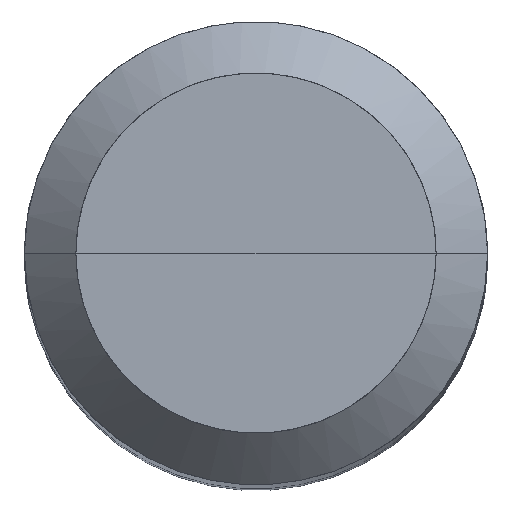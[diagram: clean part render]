
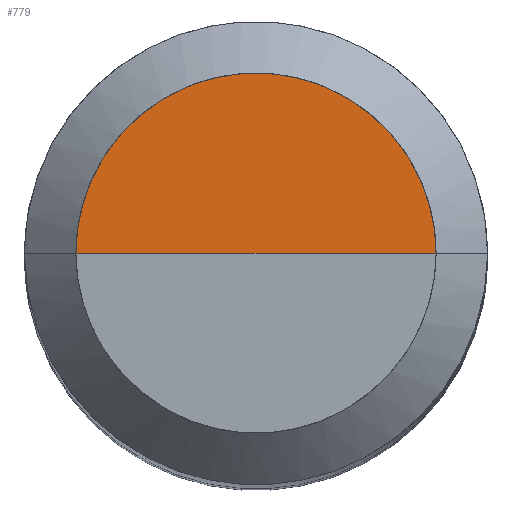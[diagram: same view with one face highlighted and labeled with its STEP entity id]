
A CAD part, top view. The second image highlights one B-rep face of the part: STEP entity #779.
In plain terms, the highlighted free-form (B-spline) face has degree [1, 2] with [2, 5] control points.
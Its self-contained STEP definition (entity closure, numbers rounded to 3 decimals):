
#583=CARTESIAN_POINT('',(3.5,0.0,44.0));
#584=CARTESIAN_POINT('',(3.5,3.5,44.0));
#585=CARTESIAN_POINT('',(0.0,3.5,44.0));
#586=CARTESIAN_POINT('',(-3.5,3.5,44.0));
#587=CARTESIAN_POINT('',(-3.5,0.0,44.0));
#588=CARTESIAN_POINT('',(0.0,0.0,44.0));
#764=(
BOUNDED_SURFACE()
B_SPLINE_SURFACE(1,2,(
(#583,#584,#585,#586,#587),
(#588,#588,#588,#588,#588)
), .UNSPECIFIED.,.F.,.F.,.F.)
B_SPLINE_SURFACE_WITH_KNOTS((2,2),(3,2,3),(
0.0,1.0),(
0.0,0.5,1.0), .UNSPECIFIED.)
GEOMETRIC_REPRESENTATION_ITEM()
RATIONAL_B_SPLINE_SURFACE(((1.0,0.707,1.0,0.707,1.0),
(1.0,0.707,1.0,0.707,1.0)
))
REPRESENTATION_ITEM('')
SURFACE()
);
#765=(
BOUNDED_CURVE()
B_SPLINE_CURVE(2,(#587,#586,#585,#584,#583),.UNSPECIFIED.,.F.,.F.)
B_SPLINE_CURVE_WITH_KNOTS((3,2,3),
(0.0,0.5,1.0),.UNSPECIFIED.)
CURVE()
GEOMETRIC_REPRESENTATION_ITEM()
RATIONAL_B_SPLINE_CURVE((1.0,0.707,1.0,0.707,1.0))
REPRESENTATION_ITEM('')
);
#766=(
BOUNDED_CURVE()
B_SPLINE_CURVE(1,(#583,#588),.UNSPECIFIED.,.F.,.F.)
B_SPLINE_CURVE_WITH_KNOTS((2,2),
(0.0,1.0),.UNSPECIFIED.)
CURVE()
GEOMETRIC_REPRESENTATION_ITEM()
RATIONAL_B_SPLINE_CURVE((1.0,1.0))
REPRESENTATION_ITEM('')
);
#767=(
BOUNDED_CURVE()
B_SPLINE_CURVE(1,(#588,#587),.UNSPECIFIED.,.F.,.F.)
B_SPLINE_CURVE_WITH_KNOTS((2,2),
(0.0,1.0),.UNSPECIFIED.)
CURVE()
GEOMETRIC_REPRESENTATION_ITEM()
RATIONAL_B_SPLINE_CURVE((1.0,1.0))
REPRESENTATION_ITEM('')
);
#768=VERTEX_POINT('',#583);
#769=VERTEX_POINT('',#587);
#770=VERTEX_POINT('',#588);
#771=EDGE_CURVE('',#769,#768,#765,.T.);
#772=EDGE_CURVE('',#768,#770,#766,.T.);
#773=EDGE_CURVE('',#770,#769,#767,.T.);
#774=ORIENTED_EDGE('',*,*,#771,.T.);
#775=ORIENTED_EDGE('',*,*,#772,.T.);
#776=ORIENTED_EDGE('',*,*,#773,.T.);
#777=EDGE_LOOP('',(#774,#775,#776));
#778=FACE_OUTER_BOUND('',#777,.T.);
#779=ADVANCED_FACE('',(#778),#764,.T.);
